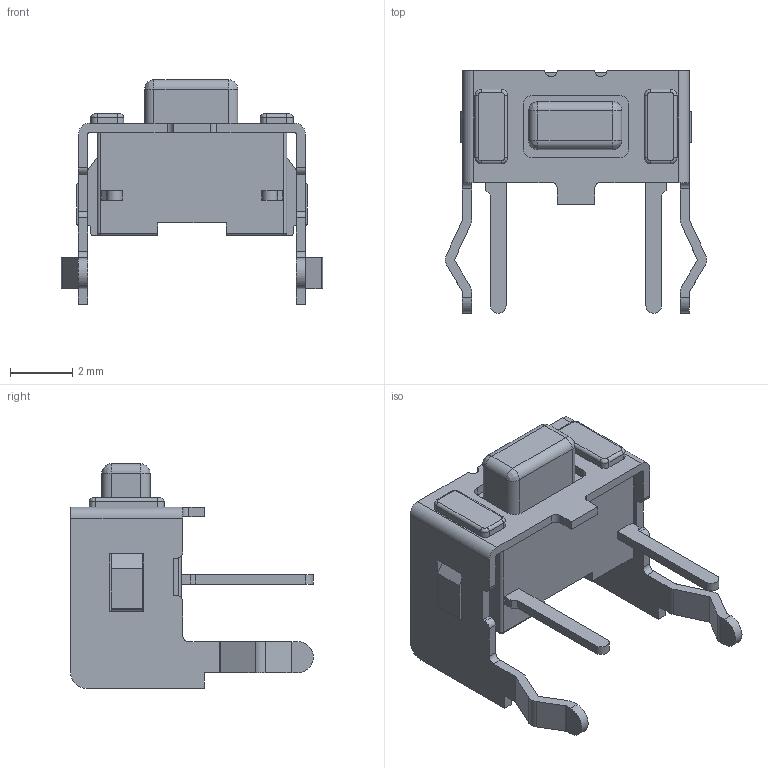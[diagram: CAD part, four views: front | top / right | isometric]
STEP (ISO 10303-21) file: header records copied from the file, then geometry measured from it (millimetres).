
FILE_DESCRIPTION (( 'STEP AP214' ), '1' );
FILE_NAME ('SKHLLA_LB_LF.STEP', '2018-02-21T09:31:01', ( 'user' ), ( 'Hewlett-Packard Company' ), 'SwSTEP 2.0', 'SolidWorks 2017', '' );
FILE_SCHEMA (( 'AUTOMOTIVE_DESIGN' ));
Length unit declared in the file: millimetre
Products named in the file (2): SKHL-L^SKHL-L; SKHLLA_LB_LF
Assembly tree (1 placements, depth 2):
  SKHLLA_LB_LF
    SKHL-L^SKHL-L
Bounding box: 8.41 x 7.8 x 7.22 mm (x, y, z)
Volume: 98.8 mm3; surface area: 273.4 mm2
Topology: 3 solids, 3 shells, 238 faces, 640 edges, 412 vertices
Faces by surface type: plane 140, cylinder 84, bspline 14
Entity records: 10257 total; most frequent: CARTESIAN_POINT 1536, ORIENTED_EDGE 1272, DIRECTION 1254, EDGE_CURVE 636, VECTOR 454, LINE 454, VERTEX_POINT 412, AXIS2_PLACEMENT_3D 400
